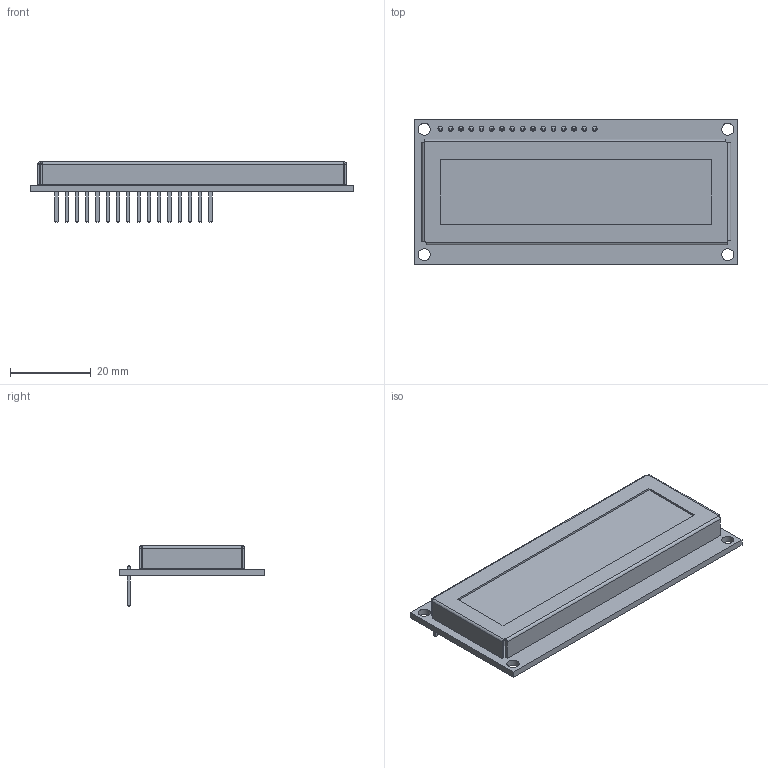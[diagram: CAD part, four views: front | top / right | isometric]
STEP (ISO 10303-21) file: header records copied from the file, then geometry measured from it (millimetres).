
FILE_DESCRIPTION(('FreeCAD Model'),'2;1');
FILE_NAME('Open CASCADE Shape Model','2023-06-11T10:01:27',(''),(''), 'Open CASCADE STEP processor 7.6','FreeCAD','Unknown');
FILE_SCHEMA(('AUTOMOTIVE_DESIGN { 1 0 10303 214 1 1 1 1 }'));
Length unit declared in the file: millimetre
Products named in the file (20): LCD_16x1; pcb; lcd; enjoliveur; pin001; pin002; pin003; pin004; pin005; pin006; pin007; pin008; pin009; pin010; pin011; pin012; pin013; pin014; pin015; pin016
Assembly tree (19 placements, depth 2):
  LCD_16x1
    pcb
    lcd
    enjoliveur
    pin001
    pin002
    pin003
    pin004
    pin005
    pin006
    pin007
    pin008
    pin009
    pin010
    pin011
    pin012
    pin013
    pin014
    pin015
    pin016
Bounding box: 80 x 36 x 15 mm (x, y, z)
Volume: 11465.4 mm3; surface area: 14052.4 mm2
Topology: 19 solids, 19 shells, 326 faces, 704 edges, 416 vertices
Faces by surface type: plane 282, cylinder 44
Full cylindrical faces by diameter (mm): 1.2 x16, 3 x4
Entity records: 9155 total; most frequent: DIRECTION 1484, CARTESIAN_POINT 1466, ORIENTED_EDGE 1408, EDGE_CURVE 704, LINE 616, VECTOR 616, AXIS2_PLACEMENT_3D 434, VERTEX_POINT 416
